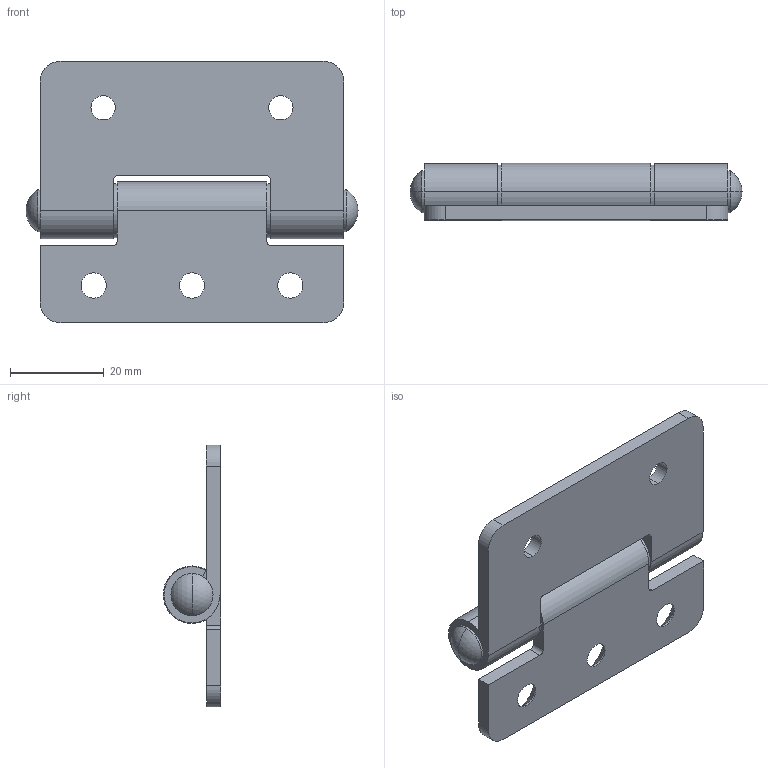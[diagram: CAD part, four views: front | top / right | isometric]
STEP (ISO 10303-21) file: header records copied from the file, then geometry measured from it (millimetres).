
FILE_DESCRIPTION (( 'STEP AP203' ), '1' );
FILE_NAME ('B-1002-A-11.STEP', '2007-03-19T04:13:12', ( ' ' ), ( ' ' ), 'SwSTEP 2.0', 'SolidWorks 2006104', '' );
FILE_SCHEMA (( 'CONFIG_CONTROL_DESIGN' ));
Length unit declared in the file: millimetre
Products named in the file (5): B-1002-A-11; B-1002_嵗嬥_棉太倌; B-1002_ｼｬﾌﾄ_ｼｬﾌﾄ（組立）; B-1002_ヒンジ(A)_穴付; B-1002_ヒンジ(B)_穴付
Assembly tree (5 placements, depth 2):
  B-1002-A-11
    B-1002_ヒンジ(B)_穴付
    B-1002_嵗嬥_棉太倌  x2
    B-1002_ヒンジ(A)_穴付
    B-1002_ｼｬﾌﾄ_ｼｬﾌﾄ（組立）
Bounding box: 71 x 12.3 x 56 mm (x, y, z)
Volume: 15560.2 mm3; surface area: 12690 mm2
Topology: 5 solids, 5 shells, 86 faces, 214 edges, 140 vertices
Faces by surface type: cylinder 50, plane 26, cone 6, sphere 4
Entity records: 3023 total; most frequent: DIRECTION 480, CARTESIAN_POINT 422, ORIENTED_EDGE 404, EDGE_CURVE 202, AXIS2_PLACEMENT_3D 190, VERTEX_POINT 132, CIRCLE 102, VECTOR 100
